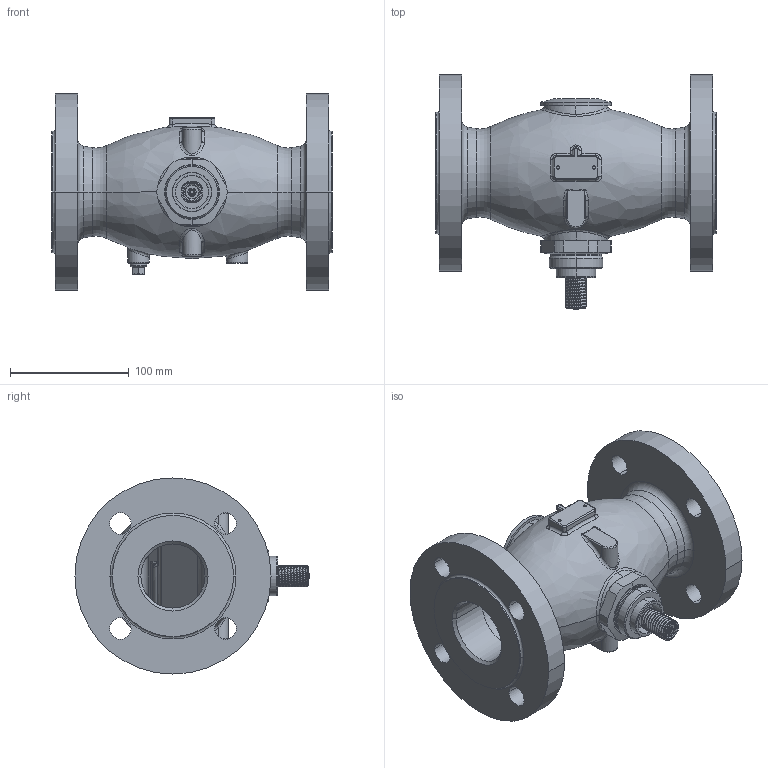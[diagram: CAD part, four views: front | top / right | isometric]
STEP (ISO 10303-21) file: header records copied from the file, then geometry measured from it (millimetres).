
FILE_DESCRIPTION((''),'2;1');
FILE_NAME('065B0785','2015-02-26T',('u317927'),('Danfoss'),'PRO/ENGINEER BY PARAMETRIC TECHNOLOGY CORPORATION, 2014000','PRO/ENGINEER BY PARAMETRIC TECHNOLOGY CORPORATION, 2014000','');
FILE_SCHEMA(('CONFIG_CONTROL_DESIGN'));
Length unit declared in the file: millimetre
Products named in the file (1): 065B0785
Bounding box: 236 x 197 x 165 mm (x, y, z)
Volume: 1448960.1 mm3; surface area: 257968.6 mm2
Topology: 1 solids, 1 shells, 599 faces, 1352 edges, 801 vertices
Faces by surface type: cylinder 198, plane 128, bspline 110, torus 92, cone 68, sphere 3
Entity records: 28841 total; most frequent: CARTESIAN_POINT 15850, DIRECTION 2742, ORIENTED_EDGE 2696, EDGE_CURVE 1348, AXIS2_PLACEMENT_3D 1190, VERTEX_POINT 801, CIRCLE 701, EDGE_LOOP 681
